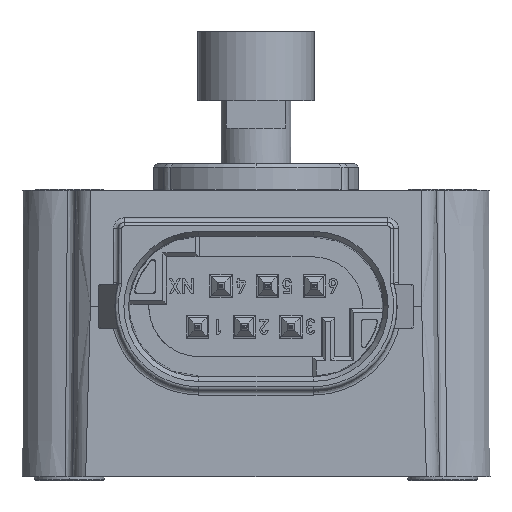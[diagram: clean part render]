
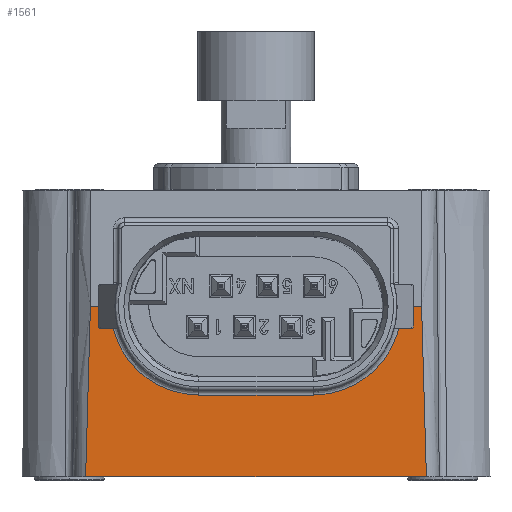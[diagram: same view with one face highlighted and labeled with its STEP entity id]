
A CAD part, left-side view. The second image highlights one B-rep face of the part: STEP entity #1561.
In plain terms, the highlighted planar face has unit normal (-1, 0, -0.004).
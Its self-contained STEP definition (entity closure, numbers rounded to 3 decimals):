
#908 = CARTESIAN_POINT ( 'NONE',  ( -21.9, 0., -10. ) ) ;
#1561 = ADVANCED_FACE ( 'NONE', ( #54246 ), #10401, .T. ) ;
#1909 = DIRECTION ( 'NONE',  ( 0., 1., 0. ) ) ;
#1962 = EDGE_CURVE ( 'NONE', #49759, #37239, #54772, .T. ) ;
#3981 = CARTESIAN_POINT ( 'NONE',  ( -21.883, 14.372, -14.866 ) ) ;
#4094 = CARTESIAN_POINT ( 'NONE',  ( -21.884, 12.499, -14.451 ) ) ;
#4678 = CARTESIAN_POINT ( 'NONE',  ( -21.9, 12.5, -10. ) ) ;
#5983 = CARTESIAN_POINT ( 'NONE',  ( -21.873, 4.9, -17.599 ) ) ;
#6681 = CARTESIAN_POINT ( 'NONE',  ( -21.849, 14.613, -24.6 ) ) ;
#7478 = EDGE_CURVE ( 'NONE', #43453, #49759, #48562, .T. ) ;
#7527 = VERTEX_POINT ( 'NONE', #6681 ) ;
#9688 = VERTEX_POINT ( 'NONE', #11911 ) ;
#9756 = VERTEX_POINT ( 'NONE', #48965 ) ;
#9998 = B_SPLINE_CURVE_WITH_KNOTS ( 'NONE', 3,
 ( #12724, #3981, #10697, #16409 ),
 .UNSPECIFIED., .F., .F.,
 ( 4, 4 ),
 ( 0.046, 0.06 ),
 .UNSPECIFIED. ) ;
#10014 = ORIENTED_EDGE ( 'NONE', *, *, #31213, .F. ) ;
#10401 = PLANE ( 'NONE',  #36814 ) ;
#10433 = ORIENTED_EDGE ( 'NONE', *, *, #29991, .F. ) ;
#10697 = CARTESIAN_POINT ( 'NONE',  ( -21.866, 14.499, -19.733 ) ) ;
#10699 =( BOUNDED_CURVE ( )  B_SPLINE_CURVE ( 3, ( #31098, #40386, #4094, #4678 ),
 .UNSPECIFIED., .F., .F. ) 
 B_SPLINE_CURVE_WITH_KNOTS ( ( 4, 4 ),
 ( 3.142, 4.712 ),
 .UNSPECIFIED. ) 
 CURVE ( )  GEOMETRIC_REPRESENTATION_ITEM ( )  RATIONAL_B_SPLINE_CURVE ( ( 1., 0.805, 0.805, 1. ) ) 
 REPRESENTATION_ITEM ( '' )  );
#11911 = CARTESIAN_POINT ( 'NONE',  ( -21.849, -14.613, -24.6 ) ) ;
#12125 = CARTESIAN_POINT ( 'NONE',  ( -21.849, -14.613, -24.6 ) ) ;
#12724 = CARTESIAN_POINT ( 'NONE',  ( -21.9, 14.202, -10. ) ) ;
#14660 = DIRECTION ( 'NONE',  ( 0., -1., 0. ) ) ;
#15110 = ORIENTED_EDGE ( 'NONE', *, *, #1962, .T. ) ;
#16409 = CARTESIAN_POINT ( 'NONE',  ( -21.849, 14.613, -24.6 ) ) ;
#18207 = VERTEX_POINT ( 'NONE', #25786 ) ;
#18887 = DIRECTION ( 'NONE',  ( -0.003, 0., 1. ) ) ;
#19560 = LINE ( 'NONE', #37966, #20937 ) ;
#20937 = VECTOR ( 'NONE', #1909, 1000. ) ;
#21471 = VERTEX_POINT ( 'NONE', #43061 ) ;
#25786 = CARTESIAN_POINT ( 'NONE',  ( -21.9, 14.202, -10. ) ) ;
#28502 = B_SPLINE_CURVE_WITH_KNOTS ( 'NONE', 3,
 ( #12125, #35316, #44811, #54156 ),
 .UNSPECIFIED., .F., .F.,
 ( 4, 4 ),
 ( 0.046, 0.06 ),
 .UNSPECIFIED. ) ;
#29991 = EDGE_CURVE ( 'NONE', #18207, #9756, #54528, .T. ) ;
#31098 = CARTESIAN_POINT ( 'NONE',  ( -21.873, 4.9, -17.599 ) ) ;
#31213 = EDGE_CURVE ( 'NONE', #9688, #7527, #19560, .T. ) ;
#31872 = ORIENTED_EDGE ( 'NONE', *, *, #41480, .T. ) ;
#33024 = DIRECTION ( 'NONE',  ( -1., 0., -0.003 ) ) ;
#33306 = CARTESIAN_POINT ( 'NONE',  ( -21.873, -9.351, -17.599 ) ) ;
#35113 = ORIENTED_EDGE ( 'NONE', *, *, #36400, .T. ) ;
#35316 = CARTESIAN_POINT ( 'NONE',  ( -21.866, -14.499, -19.733 ) ) ;
#35362 = VECTOR ( 'NONE', #42131, 1000. ) ;
#36400 = EDGE_CURVE ( 'NONE', #37239, #9756, #10699, .T. ) ;
#36814 = AXIS2_PLACEMENT_3D ( 'NONE', #908, #33024, #18887 ) ;
#37239 = VERTEX_POINT ( 'NONE', #5983 ) ;
#37966 = CARTESIAN_POINT ( 'NONE',  ( -21.849, 0., -24.6 ) ) ;
#39690 = EDGE_CURVE ( 'NONE', #43453, #21471, #47423, .T. ) ;
#40386 = CARTESIAN_POINT ( 'NONE',  ( -21.873, 9.351, -17.599 ) ) ;
#41027 = EDGE_LOOP ( 'NONE', ( #15110, #35113, #10433, #31872, #10014, #44712, #56066, #58358 ) ) ;
#41480 = EDGE_CURVE ( 'NONE', #18207, #7527, #9998, .T. ) ;
#42131 = DIRECTION ( 'NONE',  ( 0., -1., 0. ) ) ;
#42366 = CARTESIAN_POINT ( 'NONE',  ( -21.884, -12.499, -14.451 ) ) ;
#42502 = EDGE_CURVE ( 'NONE', #9688, #21471, #28502, .T. ) ;
#42549 = CARTESIAN_POINT ( 'NONE',  ( -21.9, -12.5, -10. ) ) ;
#43061 = CARTESIAN_POINT ( 'NONE',  ( -21.9, -14.202, -10. ) ) ;
#43453 = VERTEX_POINT ( 'NONE', #52253 ) ;
#44712 = ORIENTED_EDGE ( 'NONE', *, *, #42502, .T. ) ;
#44811 = CARTESIAN_POINT ( 'NONE',  ( -21.883, -14.372, -14.866 ) ) ;
#45582 = CARTESIAN_POINT ( 'NONE',  ( -21.9, 0., -10. ) ) ;
#45629 = DIRECTION ( 'NONE',  ( 0., 1., 0. ) ) ;
#46024 = CARTESIAN_POINT ( 'NONE',  ( -21.873, 0., -17.599 ) ) ;
#46497 = CARTESIAN_POINT ( 'NONE',  ( -21.9, 0., -10. ) ) ;
#47423 = LINE ( 'NONE', #46497, #35362 ) ;
#47968 = CARTESIAN_POINT ( 'NONE',  ( -21.873, -4.9, -17.599 ) ) ;
#48562 =( BOUNDED_CURVE ( )  B_SPLINE_CURVE ( 3, ( #42549, #42366, #33306, #51507 ),
 .UNSPECIFIED., .F., .F. ) 
 B_SPLINE_CURVE_WITH_KNOTS ( ( 4, 4 ),
 ( 1.571, 3.142 ),
 .UNSPECIFIED. ) 
 CURVE ( )  GEOMETRIC_REPRESENTATION_ITEM ( )  RATIONAL_B_SPLINE_CURVE ( ( 1., 0.805, 0.805, 1. ) ) 
 REPRESENTATION_ITEM ( '' )  );
#48965 = CARTESIAN_POINT ( 'NONE',  ( -21.9, 12.5, -10. ) ) ;
#49759 = VERTEX_POINT ( 'NONE', #47968 ) ;
#51507 = CARTESIAN_POINT ( 'NONE',  ( -21.873, -4.9, -17.599 ) ) ;
#52253 = CARTESIAN_POINT ( 'NONE',  ( -21.9, -12.5, -10. ) ) ;
#54156 = CARTESIAN_POINT ( 'NONE',  ( -21.9, -14.202, -10. ) ) ;
#54246 = FACE_OUTER_BOUND ( 'NONE', #41027, .T. ) ;
#54528 = LINE ( 'NONE', #45582, #56674 ) ;
#54772 = LINE ( 'NONE', #46024, #55437 ) ;
#55437 = VECTOR ( 'NONE', #45629, 1000. ) ;
#56066 = ORIENTED_EDGE ( 'NONE', *, *, #39690, .F. ) ;
#56674 = VECTOR ( 'NONE', #14660, 1000. ) ;
#58358 = ORIENTED_EDGE ( 'NONE', *, *, #7478, .T. ) ;
